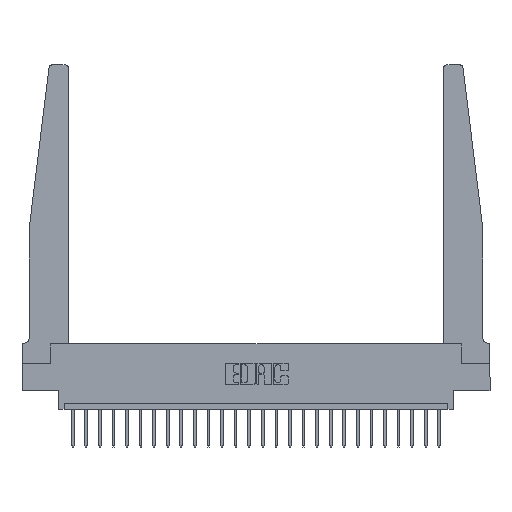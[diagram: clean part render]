
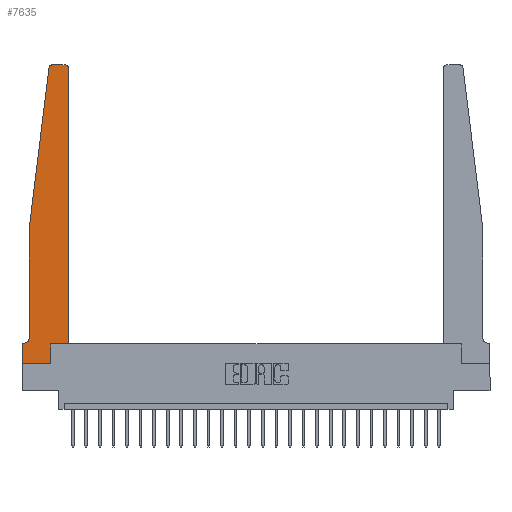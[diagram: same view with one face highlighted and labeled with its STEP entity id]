
A CAD part, top view. The second image highlights one B-rep face of the part: STEP entity #7635.
In plain terms, the highlighted planar face has unit normal (0, 0, 1).
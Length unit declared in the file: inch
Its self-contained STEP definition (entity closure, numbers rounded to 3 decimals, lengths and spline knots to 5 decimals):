
#254 = VERTEX_POINT ( 'NONE', #9088 ) ;
#433 = EDGE_CURVE ( 'NONE', #21964, #5845, #3957, .T. ) ;
#507 = EDGE_CURVE ( 'NONE', #254, #15410, #14233, .T. ) ;
#592 = ORIENTED_EDGE ( 'NONE', *, *, #3348, .T. ) ;
#1243 = DIRECTION ( 'NONE',  ( 1., 0., 0. ) ) ;
#1671 = VECTOR ( 'NONE', #19338, 39.37008 ) ;
#3098 = CARTESIAN_POINT ( 'NONE',  ( 0.395, 2.75, 0.37 ) ) ;
#3105 = LINE ( 'NONE', #6980, #15699 ) ;
#3348 = EDGE_CURVE ( 'NONE', #12358, #21964, #14599, .T. ) ;
#3407 = EDGE_CURVE ( 'NONE', #23603, #254, #16944, .T. ) ;
#3551 = CARTESIAN_POINT ( 'NONE',  ( 0.425, 0.18, 0.37 ) ) ;
#3843 = LINE ( 'NONE', #20306, #13833 ) ;
#3957 = LINE ( 'NONE', #21071, #15991 ) ;
#4777 = EDGE_CURVE ( 'NONE', #22022, #12696, #3105, .T. ) ;
#4824 = AXIS2_PLACEMENT_3D ( 'NONE', #13193, #24028, #10998 ) ;
#5109 = ORIENTED_EDGE ( 'NONE', *, *, #19568, .T. ) ;
#5845 = VERTEX_POINT ( 'NONE', #3551 ) ;
#6366 = DIRECTION ( 'NONE',  ( 0., 1., 0. ) ) ;
#6389 = ORIENTED_EDGE ( 'NONE', *, *, #3407, .T. ) ;
#6399 = ORIENTED_EDGE ( 'NONE', *, *, #7000, .T. ) ;
#6687 = DIRECTION ( 'NONE',  ( 1., 0., 0. ) ) ;
#6980 = CARTESIAN_POINT ( 'NONE',  ( 0.065, 1.25, 0.37 ) ) ;
#7000 = EDGE_CURVE ( 'NONE', #10623, #12358, #11781, .T. ) ;
#7007 = DIRECTION ( 'NONE',  ( -1., 0., 0. ) ) ;
#7113 = CARTESIAN_POINT ( 'NONE',  ( 0., 0., 0.37 ) ) ;
#7227 = EDGE_CURVE ( 'NONE', #23696, #10623, #3843, .T. ) ;
#7228 = VECTOR ( 'NONE', #7007, 39.37008 ) ;
#7230 = EDGE_CURVE ( 'NONE', #12696, #21252, #16461, .T. ) ;
#7278 = VECTOR ( 'NONE', #20520, 39.37008 ) ;
#7414 = CARTESIAN_POINT ( 'NONE',  ( 0.2605, 0., 0.37 ) ) ;
#7570 = VECTOR ( 'NONE', #11442, 39.37008 ) ;
#7635 = ADVANCED_FACE ( 'NONE', ( #11459 ), #18266, .T. ) ;
#8748 = CARTESIAN_POINT ( 'NONE',  ( 0.065, 0.1875, 0.37 ) ) ;
#9088 = CARTESIAN_POINT ( 'NONE',  ( 0.27653, 2.75, 0.37 ) ) ;
#9156 = ORIENTED_EDGE ( 'NONE', *, *, #7230, .T. ) ;
#9350 = DIRECTION ( 'NONE',  ( 0., -1., 0. ) ) ;
#9598 = CARTESIAN_POINT ( 'NONE',  ( 0.24675, 2.72367, 0.37 ) ) ;
#9875 = LINE ( 'NONE', #8748, #7228 ) ;
#10148 = DIRECTION ( 'NONE',  ( 0., 0., 1. ) ) ;
#10623 = VERTEX_POINT ( 'NONE', #23474 ) ;
#10764 = DIRECTION ( 'NONE',  ( 0., 0., 1. ) ) ;
#10958 = CARTESIAN_POINT ( 'NONE',  ( 0., 0.1875, 0.37 ) ) ;
#10998 = DIRECTION ( 'NONE',  ( -1., 0., 0. ) ) ;
#11442 = DIRECTION ( 'NONE',  ( -1., 0., 0. ) ) ;
#11459 = FACE_OUTER_BOUND ( 'NONE', #14916, .T. ) ;
#11642 = LINE ( 'NONE', #17475, #1671 ) ;
#11781 = LINE ( 'NONE', #7113, #14730 ) ;
#12334 = CARTESIAN_POINT ( 'NONE',  ( 0.395, 2.72, 0.37 ) ) ;
#12358 = VERTEX_POINT ( 'NONE', #7414 ) ;
#12463 = CARTESIAN_POINT ( 'NONE',  ( 0.065, 0.2375, 0.37 ) ) ;
#12696 = VERTEX_POINT ( 'NONE', #12463 ) ;
#12789 = CARTESIAN_POINT ( 'NONE',  ( 0., 0.1875, 0.37 ) ) ;
#12836 = DIRECTION ( 'NONE',  ( 1., 0., 0. ) ) ;
#13193 = CARTESIAN_POINT ( 'NONE',  ( 0.015, 0.2375, 0.37 ) ) ;
#13426 = EDGE_CURVE ( 'NONE', #15410, #22022, #11642, .T. ) ;
#13833 = VECTOR ( 'NONE', #9350, 39.37008 ) ;
#13966 = AXIS2_PLACEMENT_3D ( 'NONE', #12334, #10148, #6687 ) ;
#14233 = CIRCLE ( 'NONE', #18379, 0.03 ) ;
#14599 = LINE ( 'NONE', #15180, #18698 ) ;
#14730 = VECTOR ( 'NONE', #12836, 39.37008 ) ;
#14899 = CARTESIAN_POINT ( 'NONE',  ( 0.25, 2.75, 0.37 ) ) ;
#14911 = CARTESIAN_POINT ( 'NONE',  ( 0.425, 0.18, 0.37 ) ) ;
#14916 = EDGE_LOOP ( 'NONE', ( #6389, #17450, #20663, #18433, #9156, #5109, #23846, #6399, #592, #22930, #16379, #16884 ) ) ;
#15180 = CARTESIAN_POINT ( 'NONE',  ( 0.2605, 0.18, 0.37 ) ) ;
#15410 = VERTEX_POINT ( 'NONE', #9598 ) ;
#15677 = CIRCLE ( 'NONE', #13966, 0.03 ) ;
#15699 = VECTOR ( 'NONE', #21687, 39.37008 ) ;
#15789 = LINE ( 'NONE', #14911, #7278 ) ;
#15991 = VECTOR ( 'NONE', #16123, 39.37008 ) ;
#16123 = DIRECTION ( 'NONE',  ( 1., 0., 0. ) ) ;
#16379 = ORIENTED_EDGE ( 'NONE', *, *, #18523, .T. ) ;
#16461 = CIRCLE ( 'NONE', #4824, 0.05 ) ;
#16834 = CARTESIAN_POINT ( 'NONE',  ( 0.425, 2.72, 0.37 ) ) ;
#16884 = ORIENTED_EDGE ( 'NONE', *, *, #21247, .T. ) ;
#16944 = LINE ( 'NONE', #14899, #7570 ) ;
#17450 = ORIENTED_EDGE ( 'NONE', *, *, #507, .T. ) ;
#17475 = CARTESIAN_POINT ( 'NONE',  ( 0.065, 1.25, 0.37 ) ) ;
#18107 = CARTESIAN_POINT ( 'NONE',  ( 0.065, 1.25, 0.37 ) ) ;
#18189 = CARTESIAN_POINT ( 'NONE',  ( 0.2605, 0.18, 0.37 ) ) ;
#18266 = PLANE ( 'NONE',  #20346 ) ;
#18379 = AXIS2_PLACEMENT_3D ( 'NONE', #23626, #21807, #23538 ) ;
#18433 = ORIENTED_EDGE ( 'NONE', *, *, #4777, .T. ) ;
#18523 = EDGE_CURVE ( 'NONE', #5845, #21358, #15789, .T. ) ;
#18698 = VECTOR ( 'NONE', #6366, 39.37008 ) ;
#19338 = DIRECTION ( 'NONE',  ( -0.122, -0.992, 0. ) ) ;
#19568 = EDGE_CURVE ( 'NONE', #21252, #23696, #9875, .T. ) ;
#19694 = CARTESIAN_POINT ( 'NONE',  ( 0.015, 0.1875, 0.37 ) ) ;
#20306 = CARTESIAN_POINT ( 'NONE',  ( 0., 0., 0.37 ) ) ;
#20346 = AXIS2_PLACEMENT_3D ( 'NONE', #12789, #10764, #1243 ) ;
#20520 = DIRECTION ( 'NONE',  ( 0., 1., 0. ) ) ;
#20663 = ORIENTED_EDGE ( 'NONE', *, *, #13426, .T. ) ;
#21071 = CARTESIAN_POINT ( 'NONE',  ( 0.425, 0.18, 0.37 ) ) ;
#21247 = EDGE_CURVE ( 'NONE', #21358, #23603, #15677, .T. ) ;
#21252 = VERTEX_POINT ( 'NONE', #19694 ) ;
#21358 = VERTEX_POINT ( 'NONE', #16834 ) ;
#21687 = DIRECTION ( 'NONE',  ( 0., -1., 0. ) ) ;
#21807 = DIRECTION ( 'NONE',  ( 0., 0., 1. ) ) ;
#21964 = VERTEX_POINT ( 'NONE', #18189 ) ;
#22022 = VERTEX_POINT ( 'NONE', #18107 ) ;
#22930 = ORIENTED_EDGE ( 'NONE', *, *, #433, .T. ) ;
#23474 = CARTESIAN_POINT ( 'NONE',  ( 0., 0., 0.37 ) ) ;
#23538 = DIRECTION ( 'NONE',  ( 1., 0., 0. ) ) ;
#23603 = VERTEX_POINT ( 'NONE', #3098 ) ;
#23626 = CARTESIAN_POINT ( 'NONE',  ( 0.27653, 2.72, 0.37 ) ) ;
#23696 = VERTEX_POINT ( 'NONE', #10958 ) ;
#23846 = ORIENTED_EDGE ( 'NONE', *, *, #7227, .T. ) ;
#24028 = DIRECTION ( 'NONE',  ( 0., 0., -1. ) ) ;
